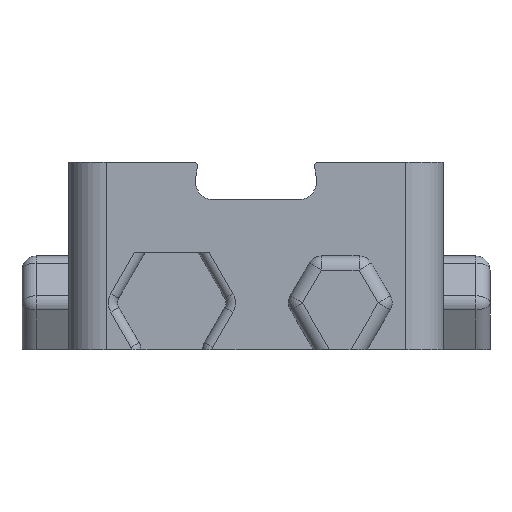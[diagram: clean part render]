
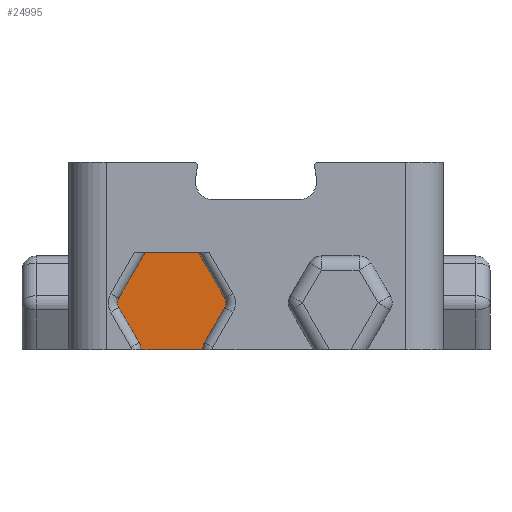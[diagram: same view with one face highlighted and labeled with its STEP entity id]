
A CAD part, left-side view. The second image highlights one B-rep face of the part: STEP entity #24995.
In plain terms, the highlighted planar face has unit normal (-1, 0, 0).
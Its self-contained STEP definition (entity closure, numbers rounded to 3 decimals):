
#22374 = VERTEX_POINT('',#22375);
#22375 = CARTESIAN_POINT('',(-14.85,6.171,10.4));
#22381 = EDGE_CURVE('',#22374,#22382,#22384,.T.);
#22382 = VERTEX_POINT('',#22383);
#22383 = CARTESIAN_POINT('',(-14.85,11.829,10.4));
#22384 = LINE('',#22385,#22386);
#22385 = CARTESIAN_POINT('',(-14.85,6.171,10.4));
#22386 = VECTOR('',#22387,1.);
#22387 = DIRECTION('',(0.,1.,0.));
#24968 = VERTEX_POINT('',#24969);
#24969 = CARTESIAN_POINT('',(-14.85,12.493,0.75));
#24975 = EDGE_CURVE('',#24968,#24976,#24978,.T.);
#24976 = VERTEX_POINT('',#24977);
#24977 = CARTESIAN_POINT('',(-14.85,12.292,0.)
  );
#24978 = CIRCLE('',#24979,1.5);
#24979 = AXIS2_PLACEMENT_3D('',#24980,#24981,#24982);
#24980 = CARTESIAN_POINT('',(-14.85,13.792,0.)
  );
#24981 = DIRECTION('',(1.,0.,0.));
#24982 = DIRECTION('',(0.,1.,0.));
#24995 = ADVANCED_FACE('',(#24996),#25063,.T.);
#24996 = FACE_BOUND('',#24997,.T.);
#24997 = EDGE_LOOP('',(#24998,#25006,#25007,#25015,#25024,#25032,#25041,
    #25047,#25048,#25056));
#24998 = ORIENTED_EDGE('',*,*,#24999,.T.);
#24999 = EDGE_CURVE('',#25000,#24968,#25002,.T.);
#25000 = VERTEX_POINT('',#25001);
#25001 = CARTESIAN_POINT('',(-14.85,14.658,4.5));
#25002 = LINE('',#25003,#25004);
#25003 = CARTESIAN_POINT('',(-14.85,14.658,4.5));
#25004 = VECTOR('',#25005,1.);
#25005 = DIRECTION('',(0.,-0.5,-0.866));
#25006 = ORIENTED_EDGE('',*,*,#24975,.T.);
#25007 = ORIENTED_EDGE('',*,*,#25008,.T.);
#25008 = EDGE_CURVE('',#24976,#25009,#25011,.T.);
#25009 = VERTEX_POINT('',#25010);
#25010 = CARTESIAN_POINT('',(-14.85,5.708,0.));
#25011 = LINE('',#25012,#25013);
#25012 = CARTESIAN_POINT('',(-14.85,12.292,0.)
  );
#25013 = VECTOR('',#25014,1.);
#25014 = DIRECTION('',(0.,-1.,0.));
#25015 = ORIENTED_EDGE('',*,*,#25016,.T.);
#25016 = EDGE_CURVE('',#25009,#25017,#25019,.T.);
#25017 = VERTEX_POINT('',#25018);
#25018 = CARTESIAN_POINT('',(-14.85,5.507,0.75));
#25019 = CIRCLE('',#25020,1.5);
#25020 = AXIS2_PLACEMENT_3D('',#25021,#25022,#25023);
#25021 = CARTESIAN_POINT('',(-14.85,4.208,0.)
  );
#25022 = DIRECTION('',(1.,0.,0.));
#25023 = DIRECTION('',(0.,1.,0.));
#25024 = ORIENTED_EDGE('',*,*,#25025,.T.);
#25025 = EDGE_CURVE('',#25017,#25026,#25028,.T.);
#25026 = VERTEX_POINT('',#25027);
#25027 = CARTESIAN_POINT('',(-14.85,3.342,4.5));
#25028 = LINE('',#25029,#25030);
#25029 = CARTESIAN_POINT('',(-14.85,5.507,0.75));
#25030 = VECTOR('',#25031,1.);
#25031 = DIRECTION('',(0.,-0.5,0.866));
#25032 = ORIENTED_EDGE('',*,*,#25033,.F.);
#25033 = EDGE_CURVE('',#25034,#25026,#25036,.T.);
#25034 = VERTEX_POINT('',#25035);
#25035 = CARTESIAN_POINT('',(-14.85,3.342,5.5));
#25036 = CIRCLE('',#25037,1.);
#25037 = AXIS2_PLACEMENT_3D('',#25038,#25039,#25040);
#25038 = CARTESIAN_POINT('',(-14.85,4.208,5.));
#25039 = DIRECTION('',(1.,0.,0.));
#25040 = DIRECTION('',(0.,1.,0.));
#25041 = ORIENTED_EDGE('',*,*,#25042,.T.);
#25042 = EDGE_CURVE('',#25034,#22374,#25043,.T.);
#25043 = LINE('',#25044,#25045);
#25044 = CARTESIAN_POINT('',(-14.85,3.342,5.5));
#25045 = VECTOR('',#25046,1.);
#25046 = DIRECTION('',(0.,0.5,0.866));
#25047 = ORIENTED_EDGE('',*,*,#22381,.T.);
#25048 = ORIENTED_EDGE('',*,*,#25049,.T.);
#25049 = EDGE_CURVE('',#22382,#25050,#25052,.T.);
#25050 = VERTEX_POINT('',#25051);
#25051 = CARTESIAN_POINT('',(-14.85,14.658,5.5));
#25052 = LINE('',#25053,#25054);
#25053 = CARTESIAN_POINT('',(-14.85,11.829,10.4));
#25054 = VECTOR('',#25055,1.);
#25055 = DIRECTION('',(0.,0.5,-0.866));
#25056 = ORIENTED_EDGE('',*,*,#25057,.F.);
#25057 = EDGE_CURVE('',#25000,#25050,#25058,.T.);
#25058 = CIRCLE('',#25059,1.);
#25059 = AXIS2_PLACEMENT_3D('',#25060,#25061,#25062);
#25060 = CARTESIAN_POINT('',(-14.85,13.792,5.));
#25061 = DIRECTION('',(1.,0.,0.));
#25062 = DIRECTION('',(0.,1.,0.));
#25063 = PLANE('',#25064);
#25064 = AXIS2_PLACEMENT_3D('',#25065,#25066,#25067);
#25065 = CARTESIAN_POINT('',(-14.85,9.,5.089));
#25066 = DIRECTION('',(-1.,0.,0.));
#25067 = DIRECTION('',(0.,0.,1.));
